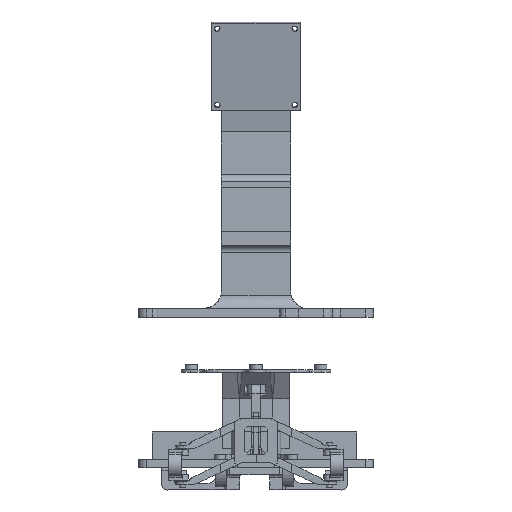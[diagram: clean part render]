
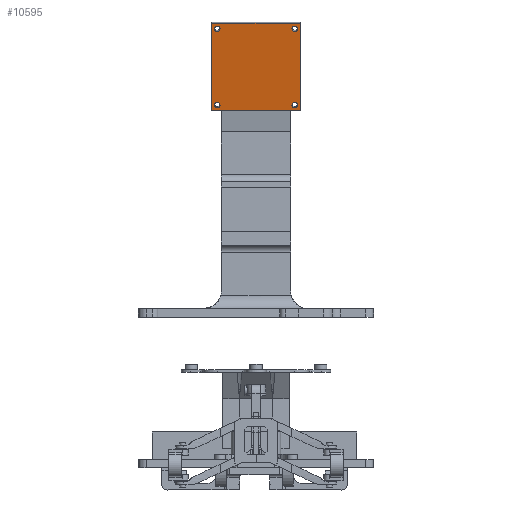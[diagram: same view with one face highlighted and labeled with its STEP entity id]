
A CAD part, left-side view. The second image highlights one B-rep face of the part: STEP entity #10595.
In plain terms, the highlighted planar face has unit normal (-0.985, 0, -0.173).
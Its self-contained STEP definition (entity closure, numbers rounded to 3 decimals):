
#185=FACE_BOUND('',#1861,.T.);
#186=FACE_BOUND('',#1862,.T.);
#187=FACE_BOUND('',#1863,.T.);
#188=FACE_BOUND('',#1864,.T.);
#708=CIRCLE('',#11449,1.);
#709=CIRCLE('',#11450,1.);
#710=CIRCLE('',#11451,1.);
#711=CIRCLE('',#11452,1.);
#1234=FACE_OUTER_BOUND('',#1860,.T.);
#1860=EDGE_LOOP('',(#9120,#9121,#9122,#9123));
#1861=EDGE_LOOP('',(#9124));
#1862=EDGE_LOOP('',(#9125));
#1863=EDGE_LOOP('',(#9126));
#1864=EDGE_LOOP('',(#9127));
#2949=LINE('',#18930,#3903);
#2950=LINE('',#18932,#3904);
#2951=LINE('',#18934,#3905);
#2952=LINE('',#18935,#3906);
#3903=VECTOR('',#13779,10.);
#3904=VECTOR('',#13780,10.);
#3905=VECTOR('',#13781,10.);
#3906=VECTOR('',#13782,10.);
#4977=VERTEX_POINT('',#18928);
#4978=VERTEX_POINT('',#18929);
#4979=VERTEX_POINT('',#18931);
#4980=VERTEX_POINT('',#18933);
#4981=VERTEX_POINT('',#18936);
#4982=VERTEX_POINT('',#18938);
#4983=VERTEX_POINT('',#18940);
#4984=VERTEX_POINT('',#18942);
#6406=EDGE_CURVE('',#4977,#4978,#2949,.T.);
#6407=EDGE_CURVE('',#4978,#4979,#2950,.T.);
#6408=EDGE_CURVE('',#4979,#4980,#2951,.T.);
#6409=EDGE_CURVE('',#4980,#4977,#2952,.T.);
#6410=EDGE_CURVE('',#4981,#4981,#708,.T.);
#6411=EDGE_CURVE('',#4982,#4982,#709,.T.);
#6412=EDGE_CURVE('',#4983,#4983,#710,.T.);
#6413=EDGE_CURVE('',#4984,#4984,#711,.T.);
#9120=ORIENTED_EDGE('',*,*,#6406,.T.);
#9121=ORIENTED_EDGE('',*,*,#6407,.T.);
#9122=ORIENTED_EDGE('',*,*,#6408,.T.);
#9123=ORIENTED_EDGE('',*,*,#6409,.T.);
#9124=ORIENTED_EDGE('',*,*,#6410,.F.);
#9125=ORIENTED_EDGE('',*,*,#6411,.F.);
#9126=ORIENTED_EDGE('',*,*,#6412,.F.);
#9127=ORIENTED_EDGE('',*,*,#6413,.F.);
#10095=PLANE('',#11448);
#10595=ADVANCED_FACE('',(#1234,#185,#186,#187,#188),#10095,.F.);
#11448=AXIS2_PLACEMENT_3D('',#18927,#13777,#13778);
#11449=AXIS2_PLACEMENT_3D('',#18937,#13783,#13784);
#11450=AXIS2_PLACEMENT_3D('',#18939,#13785,#13786);
#11451=AXIS2_PLACEMENT_3D('',#18941,#13787,#13788);
#11452=AXIS2_PLACEMENT_3D('',#18943,#13789,#13790);
#13777=DIRECTION('center_axis',(0.985,0.,0.173));
#13778=DIRECTION('ref_axis',(0.,1.,0.));
#13779=DIRECTION('',(0.,-1.,0.));
#13780=DIRECTION('',(-0.173,0.,0.985));
#13781=DIRECTION('',(0.,1.,0.));
#13782=DIRECTION('',(0.173,0.,-0.985));
#13783=DIRECTION('center_axis',(-0.985,0.,-0.173));
#13784=DIRECTION('ref_axis',(0.,1.,0.));
#13785=DIRECTION('center_axis',(-0.985,0.,-0.173));
#13786=DIRECTION('ref_axis',(0.,1.,0.));
#13787=DIRECTION('center_axis',(-0.985,0.,-0.173));
#13788=DIRECTION('ref_axis',(0.,1.,0.));
#13789=DIRECTION('center_axis',(-0.985,0.,-0.173));
#13790=DIRECTION('ref_axis',(0.,1.,0.));
#18927=CARTESIAN_POINT('Origin',(60.313,69.5,144.862));
#18928=CARTESIAN_POINT('',(63.089,85.5,129.104));
#18929=CARTESIAN_POINT('',(63.089,53.5,129.104));
#18930=CARTESIAN_POINT('',(63.089,85.5,129.104));
#18931=CARTESIAN_POINT('',(57.538,53.5,160.619));
#18932=CARTESIAN_POINT('',(63.089,53.5,129.104));
#18933=CARTESIAN_POINT('',(57.538,85.5,160.619));
#18934=CARTESIAN_POINT('',(57.538,53.5,160.619));
#18935=CARTESIAN_POINT('',(57.538,85.5,160.619));
#18936=CARTESIAN_POINT('',(57.885,54.5,158.65));
#18937=CARTESIAN_POINT('Origin',(57.885,55.5,158.65));
#18938=CARTESIAN_POINT('',(57.885,82.5,158.65));
#18939=CARTESIAN_POINT('Origin',(57.885,83.5,158.65));
#18940=CARTESIAN_POINT('',(62.742,54.5,131.074));
#18941=CARTESIAN_POINT('Origin',(62.742,55.5,131.074));
#18942=CARTESIAN_POINT('',(62.742,82.5,131.074));
#18943=CARTESIAN_POINT('Origin',(62.742,83.5,131.074));
